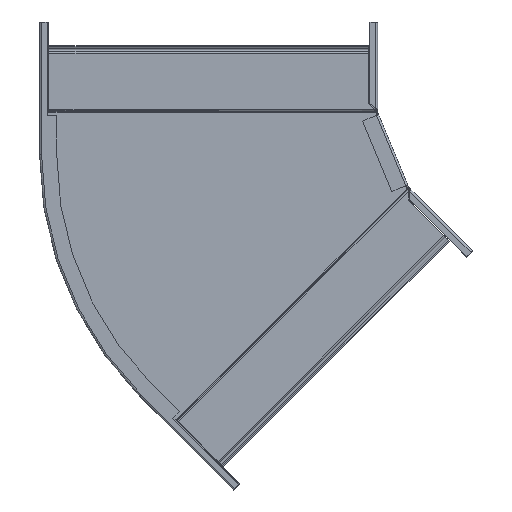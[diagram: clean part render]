
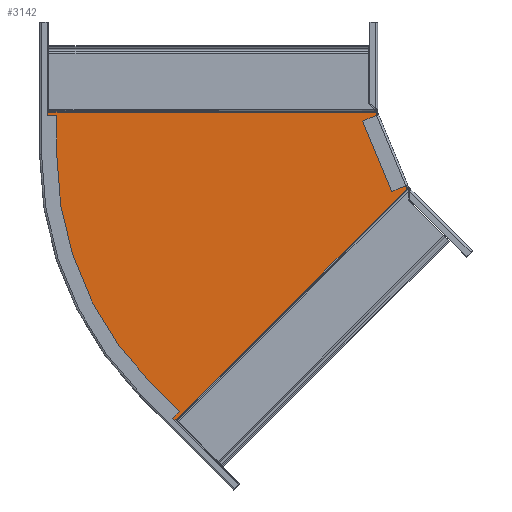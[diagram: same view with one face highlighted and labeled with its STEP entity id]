
A CAD part, front view. The second image highlights one B-rep face of the part: STEP entity #3142.
In plain terms, the highlighted planar face has unit normal (0, -1, 0).
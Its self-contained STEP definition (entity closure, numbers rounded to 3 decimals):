
#134 = VERTEX_POINT ( 'NONE', #4478 ) ;
#234 = VECTOR ( 'NONE', #2582, 1000. ) ;
#245 = EDGE_CURVE ( 'NONE', #134, #2743, #4830, .T. ) ;
#303 = CARTESIAN_POINT ( 'NONE',  ( -299.639, -0.75, 32.928 ) ) ;
#343 = CARTESIAN_POINT ( 'NONE',  ( -299.639, -0.75, 85.428 ) ) ;
#451 = ORIENTED_EDGE ( 'NONE', *, *, #1141, .T. ) ;
#475 = VERTEX_POINT ( 'NONE', #4385 ) ;
#477 = PLANE ( 'NONE',  #3177 ) ;
#535 = ORIENTED_EDGE ( 'NONE', *, *, #4658, .T. ) ;
#539 = CARTESIAN_POINT ( 'NONE',  ( -13.639, -0.75, 32.928 ) ) ;
#560 = CARTESIAN_POINT ( 'NONE',  ( -299.639, -0.75, 33.603 ) ) ;
#618 = ORIENTED_EDGE ( 'NONE', *, *, #3668, .T. ) ;
#775 = VECTOR ( 'NONE', #4290, 1000. ) ;
#1141 = EDGE_CURVE ( 'NONE', #475, #3169, #3335, .T. ) ;
#1198 = AXIS2_PLACEMENT_3D ( 'NONE', #2481, #5052, #4220 ) ;
#1202 = VECTOR ( 'NONE', #5327, 1000. ) ;
#1249 = ORIENTED_EDGE ( 'NONE', *, *, #5120, .T. ) ;
#1285 = VECTOR ( 'NONE', #1782, 1000. ) ;
#1302 = CARTESIAN_POINT ( 'NONE',  ( -193.19, -0.75, -239.756 ) ) ;
#1421 = CARTESIAN_POINT ( 'NONE',  ( 13.639, -0.75, -32.928 ) ) ;
#1568 = VECTOR ( 'NONE', #4042, 1000. ) ;
#1573 = EDGE_CURVE ( 'NONE', #4430, #2006, #4882, .T. ) ;
#1734 = DIRECTION ( 'NONE',  ( 0., -1., 0. ) ) ;
#1759 = LINE ( 'NONE', #3476, #1285 ) ;
#1782 = DIRECTION ( 'NONE',  ( -0.707, 0., -0.707 ) ) ;
#1845 = LINE ( 'NONE', #4890, #3548 ) ;
#1860 = DIRECTION ( 'NONE',  ( -1., 0., 0. ) ) ;
#1909 = ORIENTED_EDGE ( 'NONE', *, *, #1573, .F. ) ;
#1969 = ORIENTED_EDGE ( 'NONE', *, *, #4287, .F. ) ;
#2006 = VERTEX_POINT ( 'NONE', #2696 ) ;
#2088 = EDGE_CURVE ( 'NONE', #134, #3385, #1759, .T. ) ;
#2212 = CARTESIAN_POINT ( 'NONE',  ( -188.593, -0.75, -235.16 ) ) ;
#2239 = VECTOR ( 'NONE', #4417, 1000. ) ;
#2311 = ORIENTED_EDGE ( 'NONE', *, *, #3273, .F. ) ;
#2481 = CARTESIAN_POINT ( 'NONE',  ( -7.889, -0.75, -3.268 ) ) ;
#2537 = CARTESIAN_POINT ( 'NONE',  ( -7.889, -0.75, -3.268 ) ) ;
#2582 = DIRECTION ( 'NONE',  ( -0.707, 0., -0.707 ) ) ;
#2665 = LINE ( 'NONE', #2835, #1568 ) ;
#2676 = CARTESIAN_POINT ( 'NONE',  ( 13.639, -0.75, -32.928 ) ) ;
#2696 = CARTESIAN_POINT ( 'NONE',  ( -306.139, -0.75, -3.268 ) ) ;
#2723 = LINE ( 'NONE', #4013, #2827 ) ;
#2743 = VERTEX_POINT ( 'NONE', #1421 ) ;
#2827 = VECTOR ( 'NONE', #1860, 1000. ) ;
#2835 = CARTESIAN_POINT ( 'NONE',  ( -218.784, -0.75, -214.162 ) ) ;
#2885 = LINE ( 'NONE', #3319, #775 ) ;
#2936 = DIRECTION ( 'NONE',  ( 0., 0., -1. ) ) ;
#3088 = VECTOR ( 'NONE', #2936, 1000. ) ;
#3142 = ADVANCED_FACE ( 'NONE', ( #5110 ), #477, .T. ) ;
#3169 = VERTEX_POINT ( 'NONE', #560 ) ;
#3177 = AXIS2_PLACEMENT_3D ( 'NONE', #2537, #1734, #3845 ) ;
#3190 = CARTESIAN_POINT ( 'NONE',  ( -306.139, -0.75, 32.928 ) ) ;
#3273 = EDGE_CURVE ( 'NONE', #5272, #2743, #3645, .T. ) ;
#3282 = VERTEX_POINT ( 'NONE', #3190 ) ;
#3319 = CARTESIAN_POINT ( 'NONE',  ( -306.139, -0.75, -3.268 ) ) ;
#3335 = LINE ( 'NONE', #4615, #5322 ) ;
#3367 = LINE ( 'NONE', #343, #3088 ) ;
#3385 = VERTEX_POINT ( 'NONE', #3694 ) ;
#3462 = VECTOR ( 'NONE', #4445, 1000. ) ;
#3473 = ORIENTED_EDGE ( 'NONE', *, *, #245, .T. ) ;
#3476 = CARTESIAN_POINT ( 'NONE',  ( 18.183, -0.75, -29.339 ) ) ;
#3548 = VECTOR ( 'NONE', #5179, 1000. ) ;
#3610 = CARTESIAN_POINT ( 'NONE',  ( -8.802, -0.75, 21.249 ) ) ;
#3645 = LINE ( 'NONE', #3610, #1202 ) ;
#3668 = EDGE_CURVE ( 'NONE', #4430, #4653, #2665, .T. ) ;
#3694 = CARTESIAN_POINT ( 'NONE',  ( -188.116, -0.75, -235.638 ) ) ;
#3797 = EDGE_CURVE ( 'NONE', #2006, #3282, #2885, .T. ) ;
#3840 = ORIENTED_EDGE ( 'NONE', *, *, #3797, .F. ) ;
#3845 = DIRECTION ( 'NONE',  ( 0., 0., -1. ) ) ;
#3858 = CARTESIAN_POINT ( 'NONE',  ( -13.639, -0.75, 32.928 ) ) ;
#3973 = EDGE_CURVE ( 'NONE', #3385, #4666, #1845, .T. ) ;
#4013 = CARTESIAN_POINT ( 'NONE',  ( -306.139, -0.75, 32.928 ) ) ;
#4042 = DIRECTION ( 'NONE',  ( 0.707, 0., -0.707 ) ) ;
#4050 = VERTEX_POINT ( 'NONE', #303 ) ;
#4203 = CARTESIAN_POINT ( 'NONE',  ( -193.19, -0.75, -239.756 ) ) ;
#4220 = DIRECTION ( 'NONE',  ( 0., 0., -1. ) ) ;
#4232 = LINE ( 'NONE', #1302, #234 ) ;
#4287 = EDGE_CURVE ( 'NONE', #475, #5272, #4361, .T. ) ;
#4290 = DIRECTION ( 'NONE',  ( 0., 0., 1. ) ) ;
#4361 = LINE ( 'NONE', #539, #3462 ) ;
#4385 = CARTESIAN_POINT ( 'NONE',  ( -13.639, -0.75, 33.603 ) ) ;
#4417 = DIRECTION ( 'NONE',  ( -0.707, 0., 0.707 ) ) ;
#4430 = VERTEX_POINT ( 'NONE', #5075 ) ;
#4445 = DIRECTION ( 'NONE',  ( 0., 0., -1. ) ) ;
#4478 = CARTESIAN_POINT ( 'NONE',  ( 14.117, -0.75, -33.405 ) ) ;
#4581 = ORIENTED_EDGE ( 'NONE', *, *, #2088, .F. ) ;
#4615 = CARTESIAN_POINT ( 'NONE',  ( -7.889, -0.75, 33.603 ) ) ;
#4653 = VERTEX_POINT ( 'NONE', #4203 ) ;
#4658 = EDGE_CURVE ( 'NONE', #3169, #4050, #3367, .T. ) ;
#4666 = VERTEX_POINT ( 'NONE', #2212 ) ;
#4830 = LINE ( 'NONE', #2676, #2239 ) ;
#4882 = CIRCLE ( 'NONE', #1198, 298.25 ) ;
#4890 = CARTESIAN_POINT ( 'NONE',  ( -151.47, -0.75, -272.283 ) ) ;
#4983 = DIRECTION ( 'NONE',  ( -1., 0., 0. ) ) ;
#4987 = EDGE_LOOP ( 'NONE', ( #1969, #451, #535, #1249, #3840, #1909, #618, #5350, #5449, #4581, #3473, #2311 ) ) ;
#5052 = DIRECTION ( 'NONE',  ( 0., 1., 0. ) ) ;
#5075 = CARTESIAN_POINT ( 'NONE',  ( -218.784, -0.75, -214.162 ) ) ;
#5110 = FACE_OUTER_BOUND ( 'NONE', #4987, .T. ) ;
#5120 = EDGE_CURVE ( 'NONE', #4050, #3282, #2723, .T. ) ;
#5179 = DIRECTION ( 'NONE',  ( -0.707, 0., 0.707 ) ) ;
#5272 = VERTEX_POINT ( 'NONE', #3858 ) ;
#5322 = VECTOR ( 'NONE', #4983, 1000. ) ;
#5327 = DIRECTION ( 'NONE',  ( 0.383, 0., -0.924 ) ) ;
#5335 = EDGE_CURVE ( 'NONE', #4666, #4653, #4232, .T. ) ;
#5350 = ORIENTED_EDGE ( 'NONE', *, *, #5335, .F. ) ;
#5449 = ORIENTED_EDGE ( 'NONE', *, *, #3973, .F. ) ;
